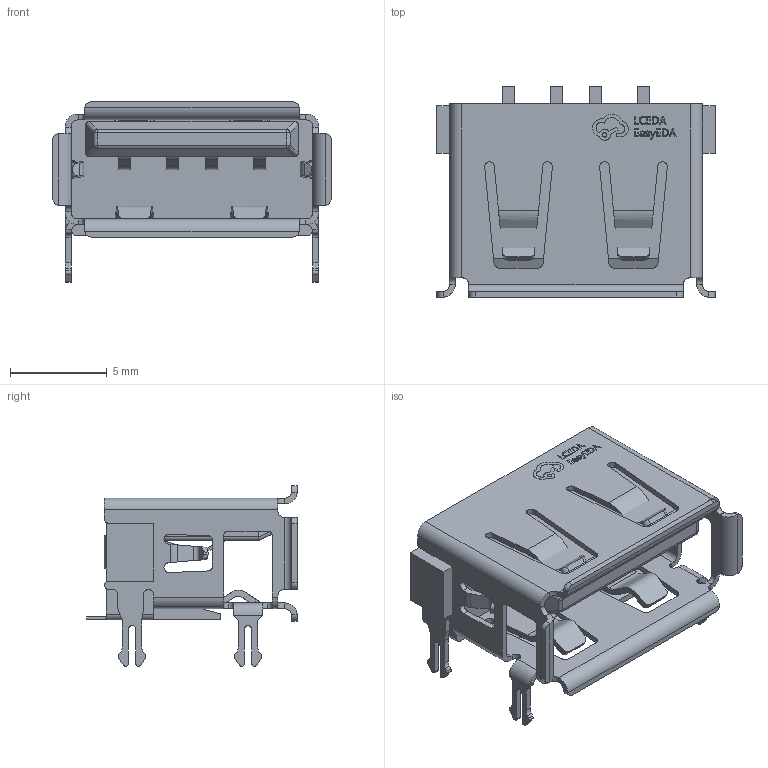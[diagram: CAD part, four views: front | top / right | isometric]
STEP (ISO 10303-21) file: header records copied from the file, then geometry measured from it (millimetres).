
FILE_DESCRIPTION(/* description */ ('STEP AP214'),/* implementation_level */ '2;1');
FILE_NAME(/* name */ 'USB-AS_S-908-351A2021S10110_f.step',/* time_stamp */ '2024-09-28T09:33:01+08:00',/* author */ (''),/* organization */ (''),/* preprocessor_version */ 'ST-DEVELOPER v20',/* originating_system */ 'Autodesk Translation Framework v13.20.0.188',/* authorisation */ '');
FILE_SCHEMA (('AUTOMOTIVE_DESIGN { 1 0 10303 214 3 1 1 }'));
Length unit declared in the file: millimetre
Products named in the file (1): USB-A-SMD_4P-L14.6-W10.0-H6.9
Bounding box: 14.4 x 10.9 x 9.34 mm (x, y, z)
Volume: 403.9 mm3; surface area: 1250.3 mm2
Topology: 2 solids, 2 shells, 908 faces, 2476 edges, 1586 vertices
Faces by surface type: plane 562, cylinder 222, bspline 120, sphere 4
Entity records: 31243 total; most frequent: CARTESIAN_POINT 7539, ORIENTED_EDGE 4944, DIRECTION 4430, EDGE_CURVE 2472, LINE 1756, VECTOR 1756, VERTEX_POINT 1586, AXIS2_PLACEMENT_3D 1337
